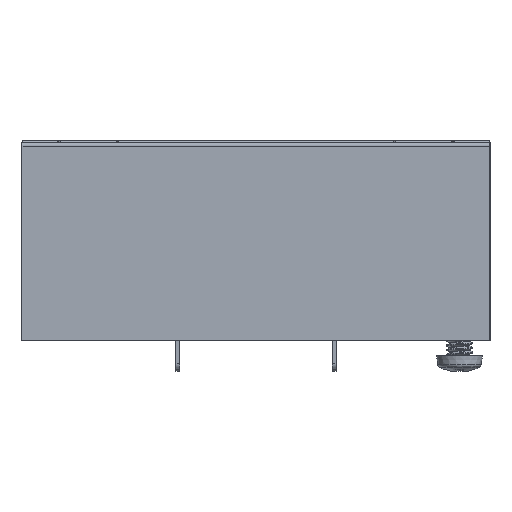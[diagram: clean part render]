
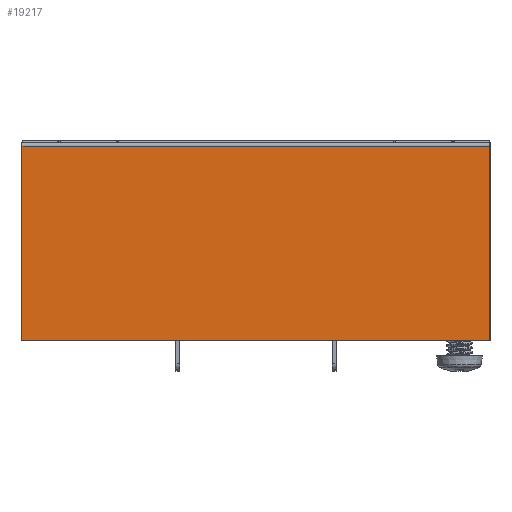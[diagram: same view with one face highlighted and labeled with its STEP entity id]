
A CAD part, left-side view. The second image highlights one B-rep face of the part: STEP entity #19217.
In plain terms, the highlighted face is planar.
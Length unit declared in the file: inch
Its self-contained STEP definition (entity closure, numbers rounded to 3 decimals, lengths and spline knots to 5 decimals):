
#249 = VECTOR ( 'NONE', #12384, 39.37008 ) ;
#2366 = AXIS2_PLACEMENT_3D ( 'NONE', #29287, #29237, #29213 ) ;
#2602 = EDGE_CURVE ( 'NONE', #8899, #23613, #20977, .T. ) ;
#2899 = LINE ( 'NONE', #26990, #11776 ) ;
#3243 = VERTEX_POINT ( 'NONE', #13890 ) ;
#4129 = LINE ( 'NONE', #15339, #249 ) ;
#4702 = ORIENTED_EDGE ( 'NONE', *, *, #2602, .F. ) ;
#4819 = CARTESIAN_POINT ( 'NONE',  ( 1., -0.90551, 0. ) ) ;
#5269 = VECTOR ( 'NONE', #22754, 39.37008 ) ;
#8698 = EDGE_CURVE ( 'NONE', #22091, #3243, #2899, .T. ) ;
#8899 = VERTEX_POINT ( 'NONE', #4819 ) ;
#11776 = VECTOR ( 'NONE', #19656, 39.37008 ) ;
#12384 = DIRECTION ( 'NONE',  ( 0., 1., 0. ) ) ;
#13890 = CARTESIAN_POINT ( 'NONE',  ( 1., 0.90551, 0. ) ) ;
#14596 = CARTESIAN_POINT ( 'NONE',  ( 1., 0.90551, 0.75272 ) ) ;
#15339 = CARTESIAN_POINT ( 'NONE',  ( 1., 6., 0. ) ) ;
#16721 = VECTOR ( 'NONE', #30407, 39.37008 ) ;
#18223 = LINE ( 'NONE', #30401, #16721 ) ;
#19217 = ADVANCED_FACE ( 'NONE', ( #28947 ), #29560, .F. ) ;
#19656 = DIRECTION ( 'NONE',  ( 0., 0., -1. ) ) ;
#19889 = ORIENTED_EDGE ( 'NONE', *, *, #30250, .T. ) ;
#20977 = LINE ( 'NONE', #23075, #5269 ) ;
#22062 = ORIENTED_EDGE ( 'NONE', *, *, #24932, .F. ) ;
#22091 = VERTEX_POINT ( 'NONE', #14596 ) ;
#22754 = DIRECTION ( 'NONE',  ( 0., 0., 1. ) ) ;
#23075 = CARTESIAN_POINT ( 'NONE',  ( 1., -0.90551, 0.76772 ) ) ;
#23613 = VERTEX_POINT ( 'NONE', #31443 ) ;
#24932 = EDGE_CURVE ( 'NONE', #23613, #22091, #18223, .T. ) ;
#26990 = CARTESIAN_POINT ( 'NONE',  ( 1., 0.90551, 0.76772 ) ) ;
#28947 = FACE_OUTER_BOUND ( 'NONE', #34920, .T. ) ;
#29213 = DIRECTION ( 'NONE',  ( 0., 0., 1. ) ) ;
#29237 = DIRECTION ( 'NONE',  ( -1., 0., 0. ) ) ;
#29287 = CARTESIAN_POINT ( 'NONE',  ( 1., 6., 0. ) ) ;
#29560 = PLANE ( 'NONE',  #2366 ) ;
#30250 = EDGE_CURVE ( 'NONE', #8899, #3243, #4129, .T. ) ;
#30401 = CARTESIAN_POINT ( 'NONE',  ( 1., 6., 0.75272 ) ) ;
#30407 = DIRECTION ( 'NONE',  ( 0., 1., 0. ) ) ;
#31381 = ORIENTED_EDGE ( 'NONE', *, *, #8698, .F. ) ;
#31443 = CARTESIAN_POINT ( 'NONE',  ( 1., -0.90551, 0.75272 ) ) ;
#34920 = EDGE_LOOP ( 'NONE', ( #22062, #4702, #19889, #31381 ) ) ;
